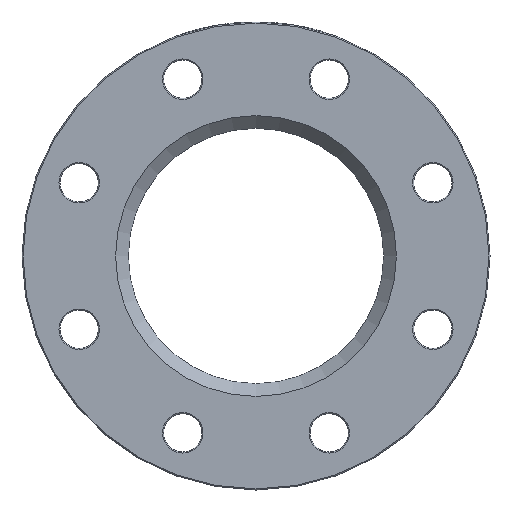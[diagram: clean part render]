
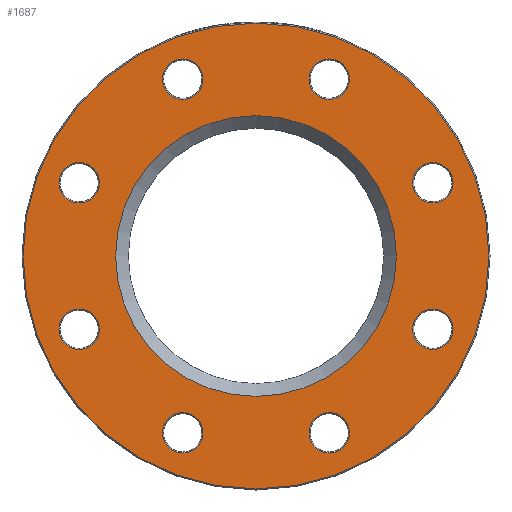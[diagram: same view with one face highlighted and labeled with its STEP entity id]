
A CAD part, left-side view. The second image highlights one B-rep face of the part: STEP entity #1687.
In plain terms, the highlighted planar face has unit normal (-1, 0, 0).
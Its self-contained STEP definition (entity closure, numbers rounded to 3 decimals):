
#2 = VERTEX_POINT ( 'NONE', #2437 ) ;
#14 = FACE_BOUND ( 'NONE', #1959, .T. ) ;
#21 = ORIENTED_EDGE ( 'NONE', *, *, #2669, .T. ) ;
#36 = AXIS2_PLACEMENT_3D ( 'NONE', #3592, #857, #2710 ) ;
#60 = CIRCLE ( 'NONE', #2262, 9.5 ) ;
#61 = CARTESIAN_POINT ( 'NONE',  ( 0., -83.149, -43.942 ) ) ;
#116 = AXIS2_PLACEMENT_3D ( 'NONE', #3216, #1082, #2554 ) ;
#149 = AXIS2_PLACEMENT_3D ( 'NONE', #3449, #2824, #3154 ) ;
#202 = EDGE_LOOP ( 'NONE', ( #2064 ) ) ;
#214 = CIRCLE ( 'NONE', #1979, 66. ) ;
#274 = FACE_BOUND ( 'NONE', #2291, .T. ) ;
#281 = VERTEX_POINT ( 'NONE', #1484 ) ;
#296 = EDGE_CURVE ( 'NONE', #281, #281, #738, .T. ) ;
#345 = CARTESIAN_POINT ( 'NONE',  ( 0., 0., -66. ) ) ;
#380 = DIRECTION ( 'NONE',  ( 0., 0., -1. ) ) ;
#381 = CARTESIAN_POINT ( 'NONE',  ( 0., 0., -109.5 ) ) ;
#405 = CARTESIAN_POINT ( 'NONE',  ( 0., 34.442, 83.149 ) ) ;
#457 = EDGE_CURVE ( 'NONE', #3007, #3007, #2956, .T. ) ;
#544 = EDGE_CURVE ( 'NONE', #2, #2, #60, .T. ) ;
#636 = EDGE_CURVE ( 'NONE', #2178, #2178, #2393, .T. ) ;
#651 = VERTEX_POINT ( 'NONE', #1253 ) ;
#657 = EDGE_LOOP ( 'NONE', ( #3016 ) ) ;
#738 = CIRCLE ( 'NONE', #116, 9.5 ) ;
#781 = CIRCLE ( 'NONE', #2242, 9.5 ) ;
#857 = DIRECTION ( 'NONE',  ( 1., 0., 0. ) ) ;
#864 = DIRECTION ( 'NONE',  ( 1., 0., 0. ) ) ;
#903 = FACE_OUTER_BOUND ( 'NONE', #202, .T. ) ;
#1000 = VERTEX_POINT ( 'NONE', #3694 ) ;
#1082 = DIRECTION ( 'NONE',  ( 1., 0., 0. ) ) ;
#1124 = ORIENTED_EDGE ( 'NONE', *, *, #3090, .T. ) ;
#1154 = DIRECTION ( 'NONE',  ( 0., 0., -1. ) ) ;
#1184 = PLANE ( 'NONE',  #36 ) ;
#1253 = CARTESIAN_POINT ( 'NONE',  ( 0., -34.442, 73.649 ) ) ;
#1267 = AXIS2_PLACEMENT_3D ( 'NONE', #3461, #2838, #2522 ) ;
#1301 = CARTESIAN_POINT ( 'NONE',  ( 0., 83.149, -43.942 ) ) ;
#1320 = AXIS2_PLACEMENT_3D ( 'NONE', #2469, #2483, #2156 ) ;
#1351 = CIRCLE ( 'NONE', #2047, 9.5 ) ;
#1484 = CARTESIAN_POINT ( 'NONE',  ( 0., -34.442, -92.649 ) ) ;
#1528 = EDGE_LOOP ( 'NONE', ( #2861 ) ) ;
#1594 = EDGE_CURVE ( 'NONE', #1000, #1000, #781, .T. ) ;
#1611 = DIRECTION ( 'NONE',  ( 1., 0., 0. ) ) ;
#1615 = CIRCLE ( 'NONE', #2869, 109.5 ) ;
#1618 = VERTEX_POINT ( 'NONE', #345 ) ;
#1687 = ADVANCED_FACE ( 'NONE', ( #1823, #903, #1908, #14, #2384, #274, #2687, #1845, #2978, #2666 ), #1184, .F. ) ;
#1688 = CARTESIAN_POINT ( 'NONE',  ( 0., 0., 0. ) ) ;
#1743 = AXIS2_PLACEMENT_3D ( 'NONE', #3855, #864, #2898 ) ;
#1789 = CARTESIAN_POINT ( 'NONE',  ( 0., 0., 0. ) ) ;
#1823 = FACE_BOUND ( 'NONE', #2941, .T. ) ;
#1827 = DIRECTION ( 'NONE',  ( 1., 0., 0. ) ) ;
#1845 = FACE_BOUND ( 'NONE', #2513, .T. ) ;
#1851 = EDGE_CURVE ( 'NONE', #3083, #3083, #1615, .T. ) ;
#1908 = FACE_BOUND ( 'NONE', #3791, .T. ) ;
#1959 = EDGE_LOOP ( 'NONE', ( #21 ) ) ;
#1979 = AXIS2_PLACEMENT_3D ( 'NONE', #1688, #2338, #1154 ) ;
#2047 = AXIS2_PLACEMENT_3D ( 'NONE', #3044, #1827, #380 ) ;
#2064 = ORIENTED_EDGE ( 'NONE', *, *, #1851, .T. ) ;
#2141 = EDGE_CURVE ( 'NONE', #3119, #3119, #3439, .T. ) ;
#2156 = DIRECTION ( 'NONE',  ( 0., 0., -1. ) ) ;
#2164 = ORIENTED_EDGE ( 'NONE', *, *, #2829, .T. ) ;
#2178 = VERTEX_POINT ( 'NONE', #61 ) ;
#2242 = AXIS2_PLACEMENT_3D ( 'NONE', #405, #1611, #2819 ) ;
#2262 = AXIS2_PLACEMENT_3D ( 'NONE', #3821, #2906, #3518 ) ;
#2291 = EDGE_LOOP ( 'NONE', ( #3320 ) ) ;
#2338 = DIRECTION ( 'NONE',  ( 1., 0., 0. ) ) ;
#2384 = FACE_BOUND ( 'NONE', #1528, .T. ) ;
#2393 = CIRCLE ( 'NONE', #1320, 9.5 ) ;
#2431 = CIRCLE ( 'NONE', #149, 9.5 ) ;
#2437 = CARTESIAN_POINT ( 'NONE',  ( 0., 34.442, -92.649 ) ) ;
#2469 = CARTESIAN_POINT ( 'NONE',  ( 0., -83.149, -34.442 ) ) ;
#2483 = DIRECTION ( 'NONE',  ( 1., 0., 0. ) ) ;
#2513 = EDGE_LOOP ( 'NONE', ( #2698 ) ) ;
#2522 = DIRECTION ( 'NONE',  ( 0., 0., -1. ) ) ;
#2554 = DIRECTION ( 'NONE',  ( 0., 0., -1. ) ) ;
#2591 = ORIENTED_EDGE ( 'NONE', *, *, #1594, .T. ) ;
#2666 = FACE_BOUND ( 'NONE', #2936, .T. ) ;
#2669 = EDGE_CURVE ( 'NONE', #651, #651, #1351, .T. ) ;
#2687 = FACE_BOUND ( 'NONE', #3347, .T. ) ;
#2698 = ORIENTED_EDGE ( 'NONE', *, *, #544, .T. ) ;
#2710 = DIRECTION ( 'NONE',  ( 0., 0., -1. ) ) ;
#2717 = CARTESIAN_POINT ( 'NONE',  ( 0., -83.149, 24.942 ) ) ;
#2819 = DIRECTION ( 'NONE',  ( 0., 0., -1. ) ) ;
#2824 = DIRECTION ( 'NONE',  ( 1., 0., 0. ) ) ;
#2829 = EDGE_CURVE ( 'NONE', #3100, #3100, #2431, .T. ) ;
#2838 = DIRECTION ( 'NONE',  ( 1., 0., 0. ) ) ;
#2861 = ORIENTED_EDGE ( 'NONE', *, *, #457, .T. ) ;
#2869 = AXIS2_PLACEMENT_3D ( 'NONE', #1789, #2966, #3217 ) ;
#2898 = DIRECTION ( 'NONE',  ( 0., 0., -1. ) ) ;
#2906 = DIRECTION ( 'NONE',  ( 1., 0., 0. ) ) ;
#2936 = EDGE_LOOP ( 'NONE', ( #2164 ) ) ;
#2941 = EDGE_LOOP ( 'NONE', ( #1124 ) ) ;
#2956 = CIRCLE ( 'NONE', #1267, 9.5 ) ;
#2966 = DIRECTION ( 'NONE',  ( -1., 0., 0. ) ) ;
#2978 = FACE_BOUND ( 'NONE', #657, .T. ) ;
#3007 = VERTEX_POINT ( 'NONE', #2717 ) ;
#3016 = ORIENTED_EDGE ( 'NONE', *, *, #2141, .T. ) ;
#3044 = CARTESIAN_POINT ( 'NONE',  ( 0., -34.442, 83.149 ) ) ;
#3045 = CARTESIAN_POINT ( 'NONE',  ( 0., 83.149, 24.942 ) ) ;
#3083 = VERTEX_POINT ( 'NONE', #381 ) ;
#3090 = EDGE_CURVE ( 'NONE', #1618, #1618, #214, .T. ) ;
#3100 = VERTEX_POINT ( 'NONE', #3045 ) ;
#3119 = VERTEX_POINT ( 'NONE', #1301 ) ;
#3154 = DIRECTION ( 'NONE',  ( 0., 0., -1. ) ) ;
#3216 = CARTESIAN_POINT ( 'NONE',  ( 0., -34.442, -83.149 ) ) ;
#3217 = DIRECTION ( 'NONE',  ( 0., 0., -1. ) ) ;
#3320 = ORIENTED_EDGE ( 'NONE', *, *, #636, .T. ) ;
#3347 = EDGE_LOOP ( 'NONE', ( #3608 ) ) ;
#3439 = CIRCLE ( 'NONE', #1743, 9.5 ) ;
#3449 = CARTESIAN_POINT ( 'NONE',  ( 0., 83.149, 34.442 ) ) ;
#3461 = CARTESIAN_POINT ( 'NONE',  ( 0., -83.149, 34.442 ) ) ;
#3518 = DIRECTION ( 'NONE',  ( 0., 0., -1. ) ) ;
#3592 = CARTESIAN_POINT ( 'NONE',  ( 0., 60., 0. ) ) ;
#3608 = ORIENTED_EDGE ( 'NONE', *, *, #296, .T. ) ;
#3694 = CARTESIAN_POINT ( 'NONE',  ( 0., 34.442, 73.649 ) ) ;
#3791 = EDGE_LOOP ( 'NONE', ( #2591 ) ) ;
#3821 = CARTESIAN_POINT ( 'NONE',  ( 0., 34.442, -83.149 ) ) ;
#3855 = CARTESIAN_POINT ( 'NONE',  ( 0., 83.149, -34.442 ) ) ;
